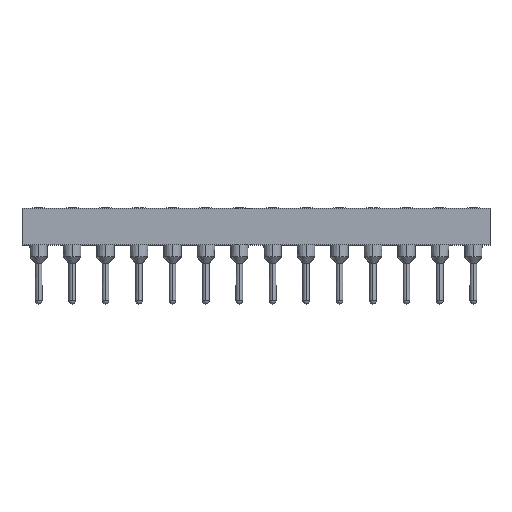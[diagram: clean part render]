
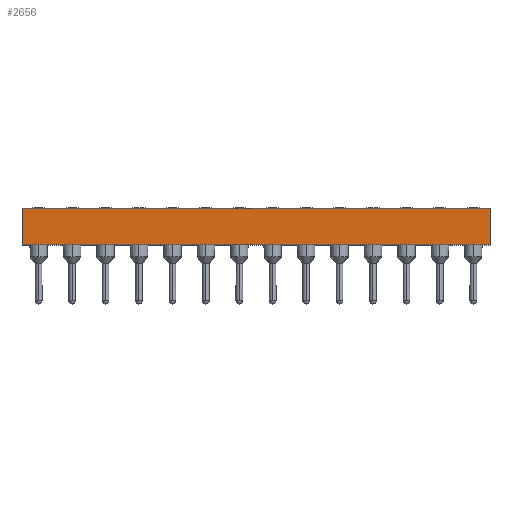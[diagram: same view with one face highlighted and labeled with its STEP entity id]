
A CAD part, top view. The second image highlights one B-rep face of the part: STEP entity #2656.
In plain terms, the highlighted planar face has unit normal (0, 0, 1).
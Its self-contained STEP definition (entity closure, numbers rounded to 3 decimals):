
#126 = DIRECTION ( 'NONE',  ( 1., 0., 0. ) ) ;
#343 = CARTESIAN_POINT ( 'NONE',  ( 35.56, 2.8, 0. ) ) ;
#453 = LINE ( 'NONE', #5277, #3887 ) ;
#522 = VERTEX_POINT ( 'NONE', #343 ) ;
#691 = VERTEX_POINT ( 'NONE', #2009 ) ;
#900 = VECTOR ( 'NONE', #4901, 1000. ) ;
#1160 = VECTOR ( 'NONE', #5631, 1000. ) ;
#1343 = PLANE ( 'NONE',  #1822 ) ;
#1822 = AXIS2_PLACEMENT_3D ( 'NONE', #1874, #5442, #2920 ) ;
#1874 = CARTESIAN_POINT ( 'NONE',  ( 0., 2.8, 0. ) ) ;
#2009 = CARTESIAN_POINT ( 'NONE',  ( 0., 0., 0. ) ) ;
#2307 = CARTESIAN_POINT ( 'NONE',  ( 0., 2.8, 0. ) ) ;
#2508 = ORIENTED_EDGE ( 'NONE', *, *, #5071, .T. ) ;
#2628 = ORIENTED_EDGE ( 'NONE', *, *, #3335, .F. ) ;
#2656 = ADVANCED_FACE ( 'NONE', ( #3025 ), #1343, .F. ) ;
#2657 = ORIENTED_EDGE ( 'NONE', *, *, #3452, .T. ) ;
#2920 = DIRECTION ( 'NONE',  ( -1., 0., 0. ) ) ;
#3025 = FACE_OUTER_BOUND ( 'NONE', #5943, .T. ) ;
#3335 = EDGE_CURVE ( 'NONE', #522, #5278, #6033, .T. ) ;
#3452 = EDGE_CURVE ( 'NONE', #691, #5278, #453, .T. ) ;
#3648 = VERTEX_POINT ( 'NONE', #6445 ) ;
#3703 = LINE ( 'NONE', #4756, #5374 ) ;
#3887 = VECTOR ( 'NONE', #126, 1000. ) ;
#3960 = CARTESIAN_POINT ( 'NONE',  ( 35.56, 0., 0. ) ) ;
#4756 = CARTESIAN_POINT ( 'NONE',  ( 0., 2.8, 0. ) ) ;
#4757 = ORIENTED_EDGE ( 'NONE', *, *, #5708, .F. ) ;
#4901 = DIRECTION ( 'NONE',  ( 1., 0., 0. ) ) ;
#5071 = EDGE_CURVE ( 'NONE', #3648, #691, #3703, .T. ) ;
#5209 = CARTESIAN_POINT ( 'NONE',  ( 35.56, 2.8, 0. ) ) ;
#5277 = CARTESIAN_POINT ( 'NONE',  ( 0., 0., 0. ) ) ;
#5278 = VERTEX_POINT ( 'NONE', #3960 ) ;
#5374 = VECTOR ( 'NONE', #6254, 1000. ) ;
#5442 = DIRECTION ( 'NONE',  ( 0., 0., -1. ) ) ;
#5631 = DIRECTION ( 'NONE',  ( 0., -1., 0. ) ) ;
#5708 = EDGE_CURVE ( 'NONE', #3648, #522, #6497, .T. ) ;
#5943 = EDGE_LOOP ( 'NONE', ( #2657, #2628, #4757, #2508 ) ) ;
#6033 = LINE ( 'NONE', #5209, #1160 ) ;
#6254 = DIRECTION ( 'NONE',  ( 0., -1., 0. ) ) ;
#6445 = CARTESIAN_POINT ( 'NONE',  ( 0., 2.8, 0. ) ) ;
#6497 = LINE ( 'NONE', #2307, #900 ) ;
